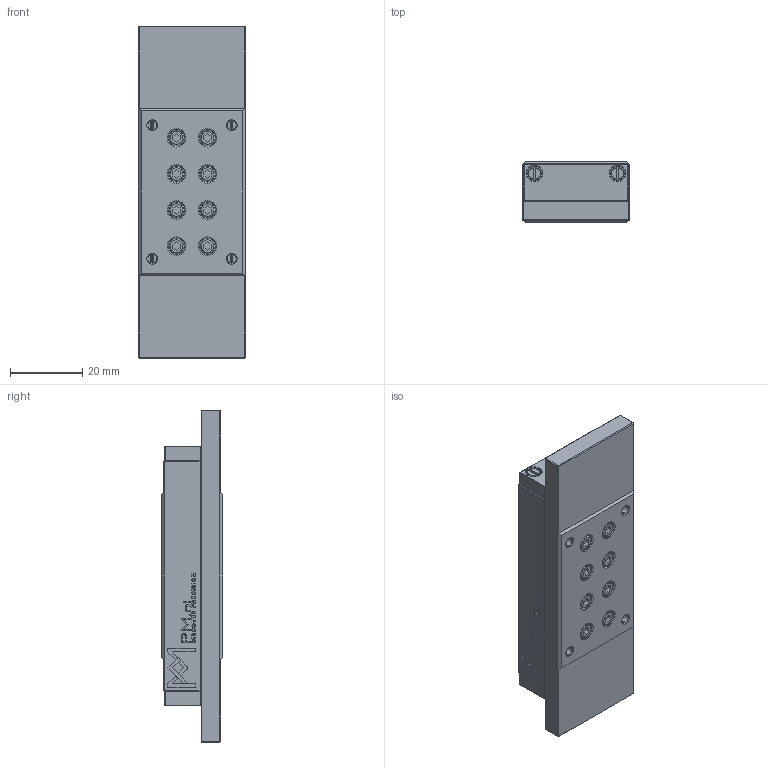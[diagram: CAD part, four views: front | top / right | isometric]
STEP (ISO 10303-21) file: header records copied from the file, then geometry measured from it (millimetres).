
FILE_DESCRIPTION(/* description */ (''),/* implementation_level */ '2;1');
FILE_NAME(/* name */ 'RTNG-1540.stp',/* time_stamp */ '2024-10-01T09:55:03+02:00',/* author */ (''),/* organization */ (''),/* preprocessor_version */ 'ST-DEVELOPER v16.7',/* originating_system */ 'SIEMENS PLM Software NX 12.0',/* authorisation */ '');
FILE_SCHEMA (('AUTOMOTIVE_DESIGN { 1 0 10303 214 3 1 1 1 }'));
Length unit declared in the file: millimetre
Products named in the file (1): RTNG-1540_stp
Bounding box: 29.6 x 17 x 92 mm (x, y, z)
Volume: 33777.2 mm3; surface area: 17875.5 mm2
Topology: 4 solids, 4 shells, 1133 faces, 2873 edges, 1860 vertices
Faces by surface type: plane 732, bspline 180, cylinder 109, cone 60, torus 52
Entity records: 39424 total; most frequent: CARTESIAN_POINT 9047, ORIENTED_EDGE 5746, DIRECTION 4795, EDGE_CURVE 2873, LINE 2043, VECTOR 2043, VERTEX_POINT 1860, AXIS2_PLACEMENT_3D 1376
